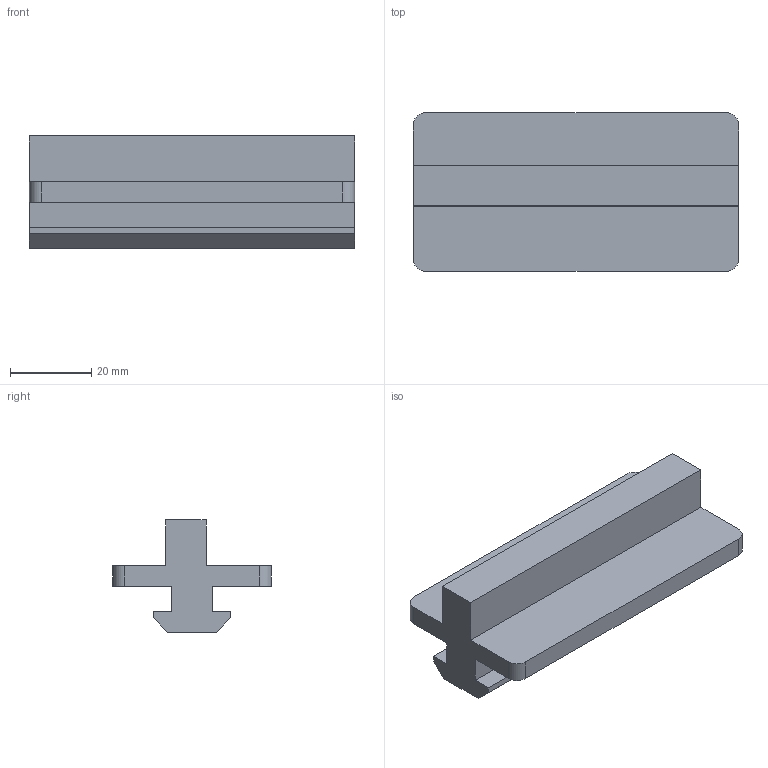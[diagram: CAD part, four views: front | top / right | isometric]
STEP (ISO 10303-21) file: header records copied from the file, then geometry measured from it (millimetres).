
FILE_DESCRIPTION(('STEP AP214'),'1');
FILE_NAME('cctmp_FDA79293-252C-4596-BD30-AC4463520B55_2021_4_2_15_59_45_742..stp','2021-04-02T13:59:45',('Bosch Rexroth AG'),('CADClick - www.CADClick.com'),'Spatial InterOp 3D',' ','unknown authorization - (Healing Option Enabled)');
FILE_SCHEMA(('AUTOMOTIVE_DESIGN'));
Length unit declared in the file: millimetre
Products named in the file (1): 2021_04_02__15-59-45-742
Bounding box: 80 x 39 x 27.6 mm (x, y, z)
Volume: 35589.1 mm3; surface area: 13206.6 mm2
Topology: 1 solids, 1 shells, 42 faces, 105 edges, 71 vertices
Faces by surface type: plane 26, cylinder 16
Entity records: 1628 total; most frequent: DIRECTION 226, CARTESIAN_POINT 219, ORIENTED_EDGE 210, EDGE_CURVE 105, AXIS2_PLACEMENT_3D 78, VERTEX_POINT 71, LINE 70, VECTOR 70
